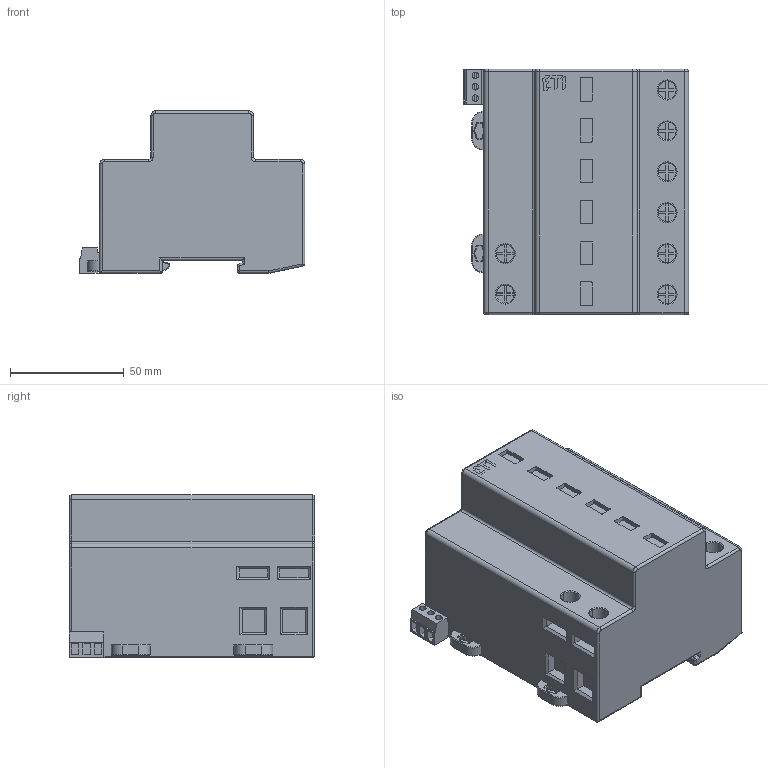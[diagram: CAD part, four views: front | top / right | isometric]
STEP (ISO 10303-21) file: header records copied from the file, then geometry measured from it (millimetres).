
FILE_DESCRIPTION((''),'2;1');
FILE_NAME('ETITEC_T_WENT_6_0_RC_ASM','2020-12-22T',('marketing.praksa'),('Audax d.o.o.'),'CREO PARAMETRIC BY PTC INC, 2017480','CREO PARAMETRIC BY PTC INC, 2017480','');
FILE_SCHEMA(('AUTOMOTIVE_DESIGN { 1 0 10303 214 1 1 1 1 }'));
Products named in the file (14): PROBLOC_SAFEBLOX_EXT_6TE_RC_20_; BAZA_1TE_B2S_RC_ZASKOK_19_1___2; BAZA_1TE_B2S_RC_ZASKOK_19_AS__2_ASM; OUTER_1TE_S_SHAPE_B2S_R_ASM___2_ASM; IZ506_504_ETITEC_B_1P0_RC_AS__2_ASM; ASM0010_ASM_1_1_2_3_4_5_6_7_8_A_ASM; ASM0036_ASM_1_ASM; 56_0629_ETITEC_T_WENT_320_25__1_ASM; TMP_DWG_65_1_1_1; TMP_DWG_65_1_2_1; TMP_DWG_65_1_3_1; CRM-82TO_1_ASM; ASM0039_ASM; ETITEC_T_WENT_6_0_RC_ASM
Assembly tree (13 placements, depth 8):
  ETITEC_T_WENT_6_0_RC_ASM
    56_0629_ETITEC_T_WENT_320_25__1_ASM
      PROBLOC_SAFEBLOX_EXT_6TE_RC_20_
      ASM0036_ASM_1_ASM
        ASM0010_ASM_1_1_2_3_4_5_6_7_8_A_ASM
          IZ506_504_ETITEC_B_1P0_RC_AS__2_ASM
            OUTER_1TE_S_SHAPE_B2S_R_ASM___2_ASM
              BAZA_1TE_B2S_RC_ZASKOK_19_AS__2_ASM
                BAZA_1TE_B2S_RC_ZASKOK_19_1___2
    ASM0039_ASM
      CRM-82TO_1_ASM
        TMP_DWG_65_1_1_1
        TMP_DWG_65_1_2_1
        TMP_DWG_65_1_3_1
Bounding box: 99 x 107.7 x 71.34 mm (x, y, z)
Volume: 555263.9 mm3; surface area: 52226.2 mm2
Topology: 5 solids, 5 shells, 652 faces, 1674 edges, 1068 vertices
Faces by surface type: plane 393, cylinder 179, torus 50, bspline 26, sphere 4
Entity records: 29365 total; most frequent: CARTESIAN_POINT 5388, DIRECTION 3473, ORIENTED_EDGE 3340, PRESENTATION_STYLE_ASSIGNMENT 1961, STYLED_ITEM 1675, CURVE_STYLE 1670, EDGE_CURVE 1670, AXIS2_PLACEMENT_3D 1191
